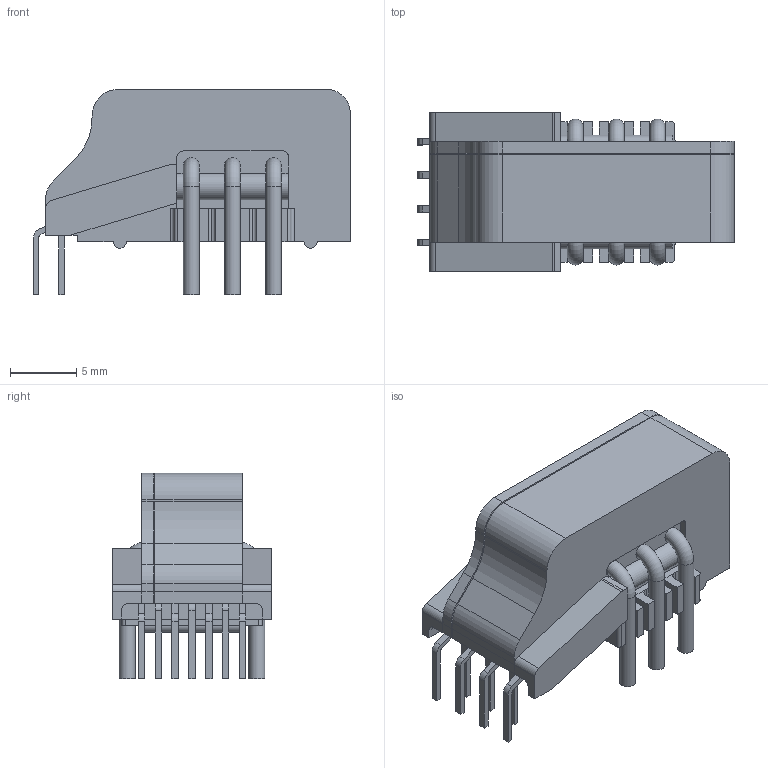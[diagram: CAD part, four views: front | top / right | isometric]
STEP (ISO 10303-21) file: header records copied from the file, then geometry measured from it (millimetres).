
FILE_DESCRIPTION(('FreeCAD Model'),'2;1');
FILE_NAME('HO_25_NP_SP33.step','2017-06-08T17:14:18',( 'kicad StepUp'),('ksu MCAD'),'Open CASCADE STEP processor 6.8', 'FreeCAD','Unknown');
FILE_SCHEMA(('AUTOMOTIVE_DESIGN_CC2 { 1 2 10303 214 -1 1 5 4 }'));
Length unit declared in the file: millimetre
Products named in the file (1): HO_25_NP_SP33
Bounding box: 23.91 x 12 x 15.5 mm (x, y, z)
Volume: 2060 mm3; surface area: 1609.3 mm2
Topology: 1 solids, 1 shells, 256 faces, 704 edges, 444 vertices
Faces by surface type: plane 176, cylinder 74, torus 6
Full cylindrical faces by diameter (mm): 1.2 x6
Entity records: 9773 total; most frequent: CARTESIAN_POINT 1387, DIRECTION 1386, ORIENTED_EDGE 1384, EDGE_CURVE 692, LINE 512, VECTOR 512, VERTEX_POINT 438, AXIS2_PLACEMENT_3D 437
